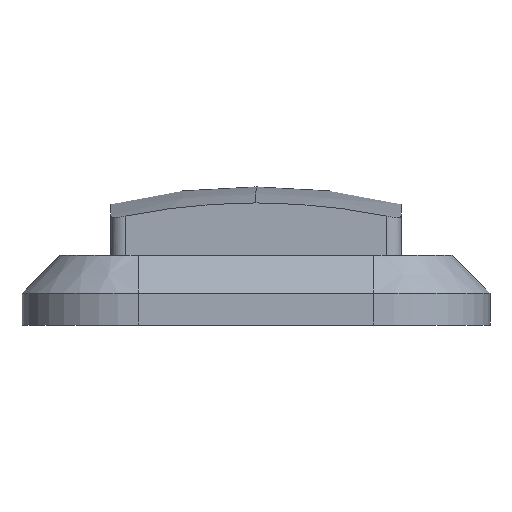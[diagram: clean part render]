
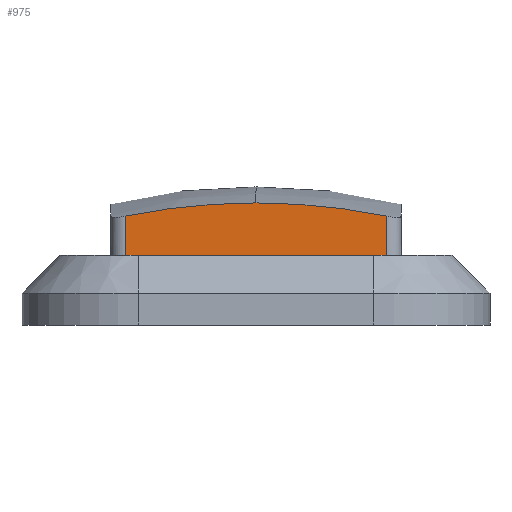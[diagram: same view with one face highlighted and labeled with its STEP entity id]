
A CAD part, left-side view. The second image highlights one B-rep face of the part: STEP entity #975.
In plain terms, the highlighted planar face has unit normal (-1, 0, 0).
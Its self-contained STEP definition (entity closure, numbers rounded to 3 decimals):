
#11 = AXIS2_PLACEMENT_3D ( 'NONE', #574, #240, #843 ) ;
#24 = DIRECTION ( 'NONE',  ( -1., 0., 0. ) ) ;
#33 = CARTESIAN_POINT ( 'NONE',  ( -5., 0., -18.252 ) ) ;
#121 = DIRECTION ( 'NONE',  ( 0., 1., 0. ) ) ;
#135 = VERTEX_POINT ( 'NONE', #142 ) ;
#142 = CARTESIAN_POINT ( 'NONE',  ( -5., -4.5, 2.4 ) ) ;
#147 = CIRCLE ( 'NONE', #721, 22.452 ) ;
#188 = VERTEX_POINT ( 'NONE', #927 ) ;
#240 = DIRECTION ( 'NONE',  ( -1., 0., 0. ) ) ;
#256 = LINE ( 'NONE', #943, #652 ) ;
#303 = EDGE_CURVE ( 'NONE', #638, #135, #395, .T. ) ;
#363 = LINE ( 'NONE', #714, #533 ) ;
#369 = CARTESIAN_POINT ( 'NONE',  ( -5., 4.5, 3.744 ) ) ;
#387 = EDGE_CURVE ( 'NONE', #663, #638, #256, .T. ) ;
#395 = LINE ( 'NONE', #746, #508 ) ;
#396 = EDGE_LOOP ( 'NONE', ( #741, #559, #553, #1110, #747 ) ) ;
#501 = PLANE ( 'NONE',  #1107 ) ;
#507 = DIRECTION ( 'NONE',  ( 0., 1., 0. ) ) ;
#508 = VECTOR ( 'NONE', #740, 1000. ) ;
#533 = VECTOR ( 'NONE', #1064, 1000. ) ;
#543 = VERTEX_POINT ( 'NONE', #1019 ) ;
#553 = ORIENTED_EDGE ( 'NONE', *, *, #651, .T. ) ;
#559 = ORIENTED_EDGE ( 'NONE', *, *, #911, .T. ) ;
#574 = CARTESIAN_POINT ( 'NONE',  ( -5., 0., -18.252 ) ) ;
#638 = VERTEX_POINT ( 'NONE', #1068 ) ;
#651 = EDGE_CURVE ( 'NONE', #188, #663, #147, .T. ) ;
#652 = VECTOR ( 'NONE', #776, 1000. ) ;
#663 = VERTEX_POINT ( 'NONE', #369 ) ;
#714 = CARTESIAN_POINT ( 'NONE',  ( -5., -4.5, 4.75 ) ) ;
#721 = AXIS2_PLACEMENT_3D ( 'NONE', #33, #24, #121 ) ;
#740 = DIRECTION ( 'NONE',  ( 0., -1., 0. ) ) ;
#741 = ORIENTED_EDGE ( 'NONE', *, *, #1090, .F. ) ;
#746 = CARTESIAN_POINT ( 'NONE',  ( -5., 4.5, 2.4 ) ) ;
#747 = ORIENTED_EDGE ( 'NONE', *, *, #303, .T. ) ;
#765 = FACE_OUTER_BOUND ( 'NONE', #396, .T. ) ;
#776 = DIRECTION ( 'NONE',  ( 0., 0., -1. ) ) ;
#843 = DIRECTION ( 'NONE',  ( 0., 1., 0. ) ) ;
#850 = CARTESIAN_POINT ( 'NONE',  ( -5., 4.5, 4.75 ) ) ;
#911 = EDGE_CURVE ( 'NONE', #543, #188, #1051, .T. ) ;
#927 = CARTESIAN_POINT ( 'NONE',  ( -5., 0., 4.2 ) ) ;
#943 = CARTESIAN_POINT ( 'NONE',  ( -5., 4.5, 4.75 ) ) ;
#975 = ADVANCED_FACE ( 'NONE', ( #765 ), #501, .F. ) ;
#1019 = CARTESIAN_POINT ( 'NONE',  ( -5., -4.5, 3.744 ) ) ;
#1051 = CIRCLE ( 'NONE', #11, 22.452 ) ;
#1064 = DIRECTION ( 'NONE',  ( 0., 0., -1. ) ) ;
#1068 = CARTESIAN_POINT ( 'NONE',  ( -5., 4.5, 2.4 ) ) ;
#1090 = EDGE_CURVE ( 'NONE', #543, #135, #363, .T. ) ;
#1107 = AXIS2_PLACEMENT_3D ( 'NONE', #850, #1120, #507 ) ;
#1110 = ORIENTED_EDGE ( 'NONE', *, *, #387, .T. ) ;
#1120 = DIRECTION ( 'NONE',  ( 1., 0., 0. ) ) ;
